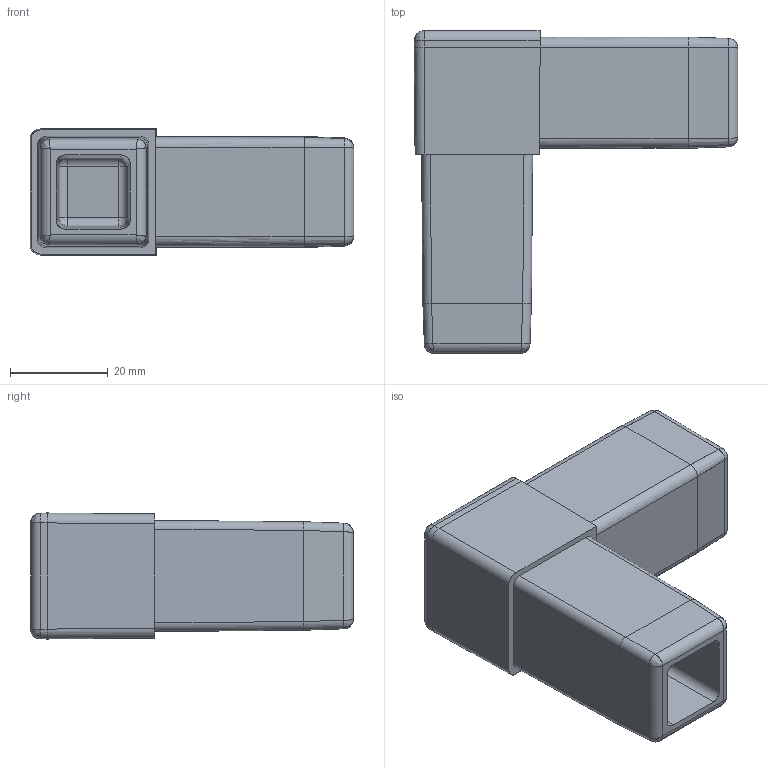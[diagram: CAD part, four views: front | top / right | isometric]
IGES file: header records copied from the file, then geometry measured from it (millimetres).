
Start section: VISI Layer Mapping Iges    VISI  0      _IMPORT_LAYER_  1      WARNINGS
Global section: file name: Future 300 05.15.13.igs; native system: VISI 20.0; preprocessor: 2.0; author: Adam; organization: Unknown; date: 20140625.212431; units: inch
Bounding box: 66.23 x 66.04 x 25.78 mm (x, y, z)
Surface area: 16297.1 mm2 (no closed solid volume)
Topology: 0 solids, 0 shells, 103 faces, 616 edges, 602 vertices
Faces by surface type: bspline 103
